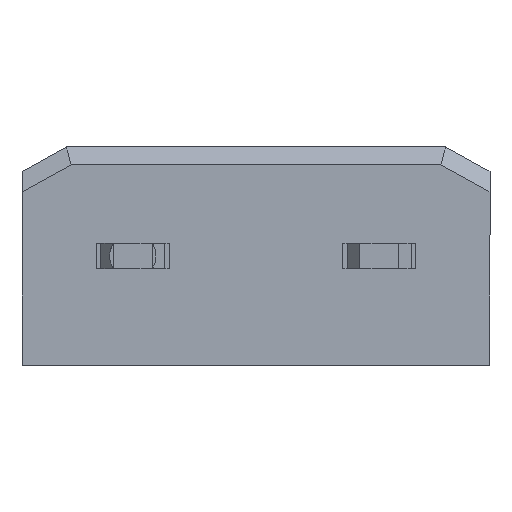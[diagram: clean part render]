
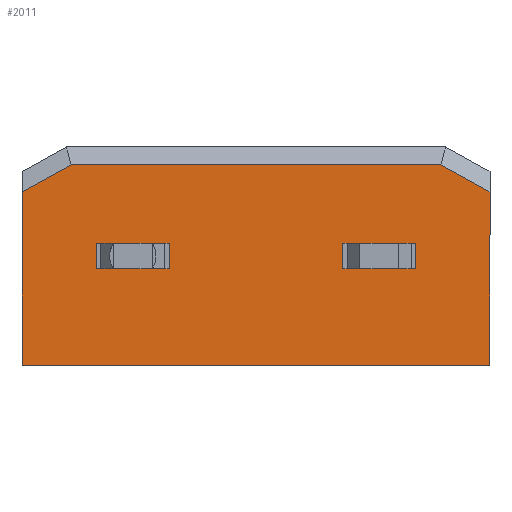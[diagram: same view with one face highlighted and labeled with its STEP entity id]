
A CAD part, front view. The second image highlights one B-rep face of the part: STEP entity #2011.
In plain terms, the highlighted face is planar.
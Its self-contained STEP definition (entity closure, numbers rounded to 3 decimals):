
#35 = VERTEX_POINT ( 'NONE', #2136 ) ;
#105 = LINE ( 'NONE', #1475, #626 ) ;
#106 = VERTEX_POINT ( 'NONE', #290 ) ;
#154 = LINE ( 'NONE', #2487, #2670 ) ;
#156 = EDGE_CURVE ( 'NONE', #396, #404, #154, .T. ) ;
#244 = VERTEX_POINT ( 'NONE', #850 ) ;
#249 = DIRECTION ( 'NONE',  ( 1., 0., 0. ) ) ;
#288 = DIRECTION ( 'NONE',  ( 0., -1., 0. ) ) ;
#290 = CARTESIAN_POINT ( 'NONE',  ( 2.14, 2.51, 1.08 ) ) ;
#361 = ORIENTED_EDGE ( 'NONE', *, *, #428, .F. ) ;
#368 = CARTESIAN_POINT ( 'NONE',  ( 2.14, 1.99, 1.08 ) ) ;
#395 = ORIENTED_EDGE ( 'NONE', *, *, #1762, .F. ) ;
#396 = VERTEX_POINT ( 'NONE', #2974 ) ;
#404 = VERTEX_POINT ( 'NONE', #1261 ) ;
#418 = VECTOR ( 'NONE', #288, 1000. ) ;
#421 = VECTOR ( 'NONE', #249, 1000. ) ;
#425 = VERTEX_POINT ( 'NONE', #789 ) ;
#427 = DIRECTION ( 'NONE',  ( 0., -1., 0. ) ) ;
#428 = EDGE_CURVE ( 'NONE', #2785, #106, #2747, .T. ) ;
#465 = ORIENTED_EDGE ( 'NONE', *, *, #945, .T. ) ;
#580 = LINE ( 'NONE', #368, #1942 ) ;
#588 = PLANE ( 'NONE',  #1968 ) ;
#605 = DIRECTION ( 'NONE',  ( -0.875, -0.485, 0. ) ) ;
#626 = VECTOR ( 'NONE', #2214, 1000. ) ;
#629 = VECTOR ( 'NONE', #605, 1000. ) ;
#687 = VERTEX_POINT ( 'NONE', #1916 ) ;
#706 = VECTOR ( 'NONE', #2733, 1000. ) ;
#789 = CARTESIAN_POINT ( 'NONE',  ( -2.94, 1.99, 1.08 ) ) ;
#819 = EDGE_LOOP ( 'NONE', ( #920, #1952, #1289, #1861 ) ) ;
#828 = EDGE_CURVE ( 'NONE', #1464, #35, #943, .T. ) ;
#829 = VECTOR ( 'NONE', #2347, 1000. ) ;
#834 = EDGE_CURVE ( 'NONE', #1010, #244, #580, .T. ) ;
#842 = DIRECTION ( 'NONE',  ( 1., 0., 0. ) ) ;
#850 = CARTESIAN_POINT ( 'NONE',  ( 2.94, 1.99, 1.08 ) ) ;
#873 = FACE_OUTER_BOUND ( 'NONE', #2887, .T. ) ;
#879 = DIRECTION ( 'NONE',  ( 1., 0., 0. ) ) ;
#918 = CARTESIAN_POINT ( 'NONE',  ( -2.14, 2.51, 1.08 ) ) ;
#920 = ORIENTED_EDGE ( 'NONE', *, *, #2922, .F. ) ;
#923 = ORIENTED_EDGE ( 'NONE', *, *, #1040, .F. ) ;
#943 = LINE ( 'NONE', #2349, #2761 ) ;
#945 = EDGE_CURVE ( 'NONE', #404, #1740, #1417, .T. ) ;
#968 = CARTESIAN_POINT ( 'NONE',  ( -3.815, 4.133, 1.08 ) ) ;
#987 = EDGE_CURVE ( 'NONE', #687, #425, #2446, .T. ) ;
#997 = CARTESIAN_POINT ( 'NONE',  ( 2.14, 2.51, 1.08 ) ) ;
#1010 = VERTEX_POINT ( 'NONE', #1629 ) ;
#1026 = CARTESIAN_POINT ( 'NONE',  ( -2.94, 2.51, 1.08 ) ) ;
#1040 = EDGE_CURVE ( 'NONE', #1464, #1740, #1760, .T. ) ;
#1127 = EDGE_CURVE ( 'NONE', #106, #1010, #1497, .T. ) ;
#1261 = CARTESIAN_POINT ( 'NONE',  ( -4.826, 0., 1.08 ) ) ;
#1272 = ORIENTED_EDGE ( 'NONE', *, *, #834, .F. ) ;
#1282 = DIRECTION ( 'NONE',  ( 0., 0., 1. ) ) ;
#1289 = ORIENTED_EDGE ( 'NONE', *, *, #2461, .F. ) ;
#1292 = DIRECTION ( 'NONE',  ( 0., -1., 0. ) ) ;
#1298 = LINE ( 'NONE', #2073, #629 ) ;
#1333 = DIRECTION ( 'NONE',  ( -0.875, 0.485, 0. ) ) ;
#1367 = CARTESIAN_POINT ( 'NONE',  ( -4.826, 4.133, 1.08 ) ) ;
#1407 = CARTESIAN_POINT ( 'NONE',  ( -2.94, 2.51, 1.08 ) ) ;
#1417 = LINE ( 'NONE', #1883, #2094 ) ;
#1456 = EDGE_CURVE ( 'NONE', #1552, #396, #1298, .T. ) ;
#1464 = VERTEX_POINT ( 'NONE', #2567 ) ;
#1475 = CARTESIAN_POINT ( 'NONE',  ( 2.94, 2.51, 1.08 ) ) ;
#1485 = DIRECTION ( 'NONE',  ( 0., -1., 0. ) ) ;
#1492 = LINE ( 'NONE', #1367, #829 ) ;
#1497 = LINE ( 'NONE', #997, #418 ) ;
#1509 = FACE_BOUND ( 'NONE', #3079, .T. ) ;
#1552 = VERTEX_POINT ( 'NONE', #968 ) ;
#1557 = ORIENTED_EDGE ( 'NONE', *, *, #1127, .F. ) ;
#1629 = CARTESIAN_POINT ( 'NONE',  ( 2.14, 1.99, 1.08 ) ) ;
#1740 = VERTEX_POINT ( 'NONE', #2908 ) ;
#1760 = LINE ( 'NONE', #1889, #2939 ) ;
#1762 = EDGE_CURVE ( 'NONE', #244, #2785, #105, .T. ) ;
#1778 = DIRECTION ( 'NONE',  ( -1., 0., 0. ) ) ;
#1815 = CARTESIAN_POINT ( 'NONE',  ( -4.826, 4.5, 1.08 ) ) ;
#1855 = VERTEX_POINT ( 'NONE', #2201 ) ;
#1861 = ORIENTED_EDGE ( 'NONE', *, *, #987, .F. ) ;
#1883 = CARTESIAN_POINT ( 'NONE',  ( -4.826, 0., 1.08 ) ) ;
#1889 = CARTESIAN_POINT ( 'NONE',  ( 4.826, 4.5, 1.08 ) ) ;
#1916 = CARTESIAN_POINT ( 'NONE',  ( -2.94, 2.51, 1.08 ) ) ;
#1942 = VECTOR ( 'NONE', #842, 1000. ) ;
#1952 = ORIENTED_EDGE ( 'NONE', *, *, #2591, .F. ) ;
#1968 = AXIS2_PLACEMENT_3D ( 'NONE', #1815, #1282, #1292 ) ;
#2001 = ORIENTED_EDGE ( 'NONE', *, *, #1456, .T. ) ;
#2011 = ADVANCED_FACE ( 'NONE', ( #873, #1509, #2730 ), #588, .T. ) ;
#2019 = VECTOR ( 'NONE', #3158, 1000. ) ;
#2027 = ORIENTED_EDGE ( 'NONE', *, *, #828, .T. ) ;
#2073 = CARTESIAN_POINT ( 'NONE',  ( -4.433, 3.791, 1.08 ) ) ;
#2094 = VECTOR ( 'NONE', #879, 1000. ) ;
#2136 = CARTESIAN_POINT ( 'NONE',  ( 3.815, 4.133, 1.08 ) ) ;
#2201 = CARTESIAN_POINT ( 'NONE',  ( -2.14, 2.51, 1.08 ) ) ;
#2214 = DIRECTION ( 'NONE',  ( 0., 1., 0. ) ) ;
#2217 = LINE ( 'NONE', #2426, #421 ) ;
#2247 = CARTESIAN_POINT ( 'NONE',  ( 2.94, 2.51, 1.08 ) ) ;
#2265 = CARTESIAN_POINT ( 'NONE',  ( 2.14, 2.51, 1.08 ) ) ;
#2347 = DIRECTION ( 'NONE',  ( -1., 0., 0. ) ) ;
#2349 = CARTESIAN_POINT ( 'NONE',  ( -2.951, 7.883, 1.08 ) ) ;
#2377 = ORIENTED_EDGE ( 'NONE', *, *, #2968, .T. ) ;
#2426 = CARTESIAN_POINT ( 'NONE',  ( -2.94, 1.99, 1.08 ) ) ;
#2446 = LINE ( 'NONE', #1407, #2492 ) ;
#2461 = EDGE_CURVE ( 'NONE', #425, #3078, #2217, .T. ) ;
#2487 = CARTESIAN_POINT ( 'NONE',  ( -4.826, 4.5, 1.08 ) ) ;
#2492 = VECTOR ( 'NONE', #2616, 1000. ) ;
#2563 = VECTOR ( 'NONE', #1778, 1000. ) ;
#2567 = CARTESIAN_POINT ( 'NONE',  ( 4.826, 3.573, 1.08 ) ) ;
#2591 = EDGE_CURVE ( 'NONE', #3078, #1855, #2898, .T. ) ;
#2616 = DIRECTION ( 'NONE',  ( 0., -1., 0. ) ) ;
#2670 = VECTOR ( 'NONE', #1485, 1000. ) ;
#2727 = ORIENTED_EDGE ( 'NONE', *, *, #156, .T. ) ;
#2730 = FACE_BOUND ( 'NONE', #819, .T. ) ;
#2733 = DIRECTION ( 'NONE',  ( -1., 0., 0. ) ) ;
#2747 = LINE ( 'NONE', #2265, #706 ) ;
#2761 = VECTOR ( 'NONE', #1333, 1000. ) ;
#2785 = VERTEX_POINT ( 'NONE', #2247 ) ;
#2887 = EDGE_LOOP ( 'NONE', ( #465, #923, #2027, #2377, #2001, #2727 ) ) ;
#2898 = LINE ( 'NONE', #918, #2019 ) ;
#2908 = CARTESIAN_POINT ( 'NONE',  ( 4.826, 0., 1.08 ) ) ;
#2922 = EDGE_CURVE ( 'NONE', #1855, #687, #3135, .T. ) ;
#2939 = VECTOR ( 'NONE', #427, 1000. ) ;
#2968 = EDGE_CURVE ( 'NONE', #35, #1552, #1492, .T. ) ;
#2974 = CARTESIAN_POINT ( 'NONE',  ( -4.826, 3.573, 1.08 ) ) ;
#3076 = CARTESIAN_POINT ( 'NONE',  ( -2.14, 1.99, 1.08 ) ) ;
#3078 = VERTEX_POINT ( 'NONE', #3076 ) ;
#3079 = EDGE_LOOP ( 'NONE', ( #361, #395, #1272, #1557 ) ) ;
#3135 = LINE ( 'NONE', #1026, #2563 ) ;
#3158 = DIRECTION ( 'NONE',  ( 0., 1., 0. ) ) ;
